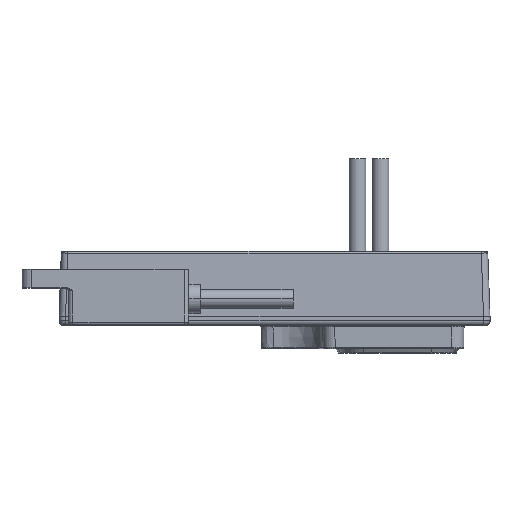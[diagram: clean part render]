
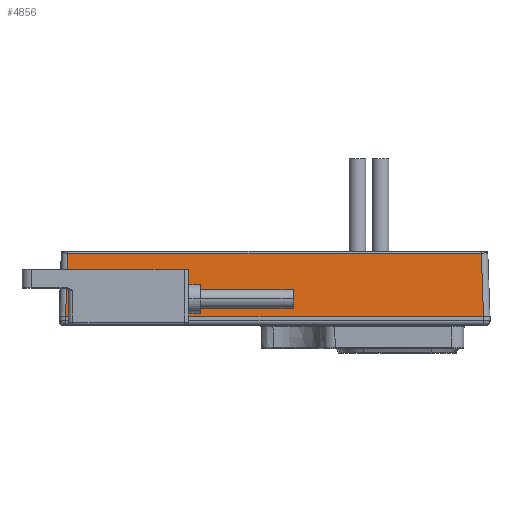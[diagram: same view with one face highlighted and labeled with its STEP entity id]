
A CAD part, top view. The second image highlights one B-rep face of the part: STEP entity #4856.
In plain terms, the highlighted planar face has unit normal (0, 0.035, 0.999).
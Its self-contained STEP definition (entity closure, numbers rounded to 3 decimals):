
#696=DIRECTION('',(1.,0.,0.));
#697=VECTOR('',#696,44.625);
#698=CARTESIAN_POINT('',(-13.063,7.807,8.762));
#699=LINE('',#698,#697);
#700=DIRECTION('',(0.035,-0.999,0.035));
#701=VECTOR('',#700,6.815);
#702=CARTESIAN_POINT('',(31.563,7.807,8.762));
#703=LINE('',#702,#701);
#704=DIRECTION('',(1.,0.,0.));
#705=VECTOR('',#704,45.1);
#706=CARTESIAN_POINT('',(-13.3,1.,9.));
#707=LINE('',#706,#705);
#708=DIRECTION('',(-0.035,-0.999,0.035));
#709=VECTOR('',#708,6.815);
#710=CARTESIAN_POINT('',(-13.063,7.807,8.762));
#711=LINE('',#710,#709);
#729=CARTESIAN_POINT('',(-13.063,7.807,8.762));
#3539=CARTESIAN_POINT('',(-13.3,1.,9.));
#3540=CARTESIAN_POINT('',(31.8,1.,9.));
#3541=VERTEX_POINT('',#3539);
#3542=VERTEX_POINT('',#3540);
#3586=VERTEX_POINT('',#729);
#3589=CARTESIAN_POINT('',(31.563,7.807,8.762));
#3590=VERTEX_POINT('',#3589);
#4844=CARTESIAN_POINT('',(-14.,1.,9.));
#4845=DIRECTION('',(0.,0.035,0.999));
#4846=DIRECTION('',(1.,0.,0.));
#4847=AXIS2_PLACEMENT_3D('',#4844,#4845,#4846);
#4848=PLANE('',#4847);
#4849=ORIENTED_EDGE('',*,*,#4588,.T.);
#4850=ORIENTED_EDGE('',*,*,#4832,.T.);
#4851=ORIENTED_EDGE('',*,*,#4277,.F.);
#4853=ORIENTED_EDGE('',*,*,#4852,.F.);
#4854=EDGE_LOOP('',(#4849,#4850,#4851,#4853));
#4855=FACE_OUTER_BOUND('',#4854,.F.);
#4856=ADVANCED_FACE('',(#4855),#4848,.T.);
#4277=EDGE_CURVE('',#3541,#3542,#707,.T.);
#4588=EDGE_CURVE('',#3586,#3590,#699,.T.);
#4832=EDGE_CURVE('',#3590,#3542,#703,.T.);
#4852=EDGE_CURVE('',#3586,#3541,#711,.T.);
